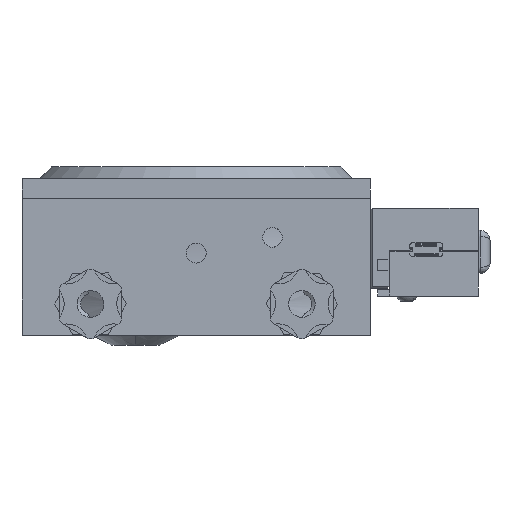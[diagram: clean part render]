
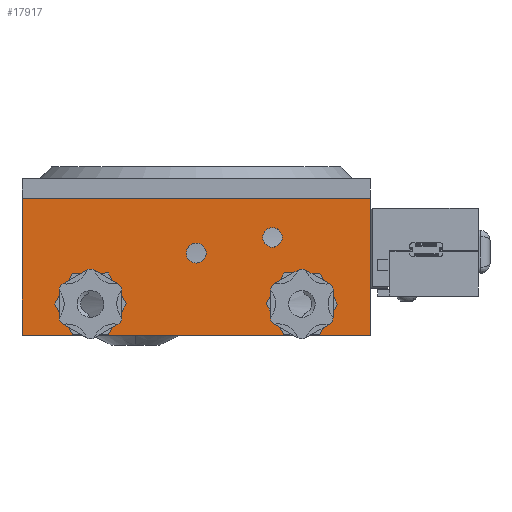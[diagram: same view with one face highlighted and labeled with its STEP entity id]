
A CAD part, front view. The second image highlights one B-rep face of the part: STEP entity #17917.
In plain terms, the highlighted planar face has unit normal (0, -1, 0).
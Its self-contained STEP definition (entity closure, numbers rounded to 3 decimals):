
#464 = VERTEX_POINT ( 'NONE', #5114 ) ;
#968 = ORIENTED_EDGE ( 'NONE', *, *, #10155, .F. ) ;
#3248 = VECTOR ( 'NONE', #54666, 1000. ) ;
#5114 = CARTESIAN_POINT ( 'NONE',  ( -21.724, -0.846, 118.197 ) ) ;
#6118 = CARTESIAN_POINT ( 'NONE',  ( -66.224, -0.846, 134.75 ) ) ;
#6129 = DIRECTION ( 'NONE',  ( 0., -1., 0. ) ) ;
#6970 = VERTEX_POINT ( 'NONE', #6118 ) ;
#7020 = DIRECTION ( 'NONE',  ( 0., 0., -1. ) ) ;
#9061 = PLANE ( 'NONE',  #30207 ) ;
#9256 = LINE ( 'NONE', #22437, #3248 ) ;
#10085 = FACE_BOUND ( 'NONE', #79113, .T. ) ;
#10155 = EDGE_CURVE ( 'NONE', #74475, #464, #82019, .T. ) ;
#10279 = DIRECTION ( 'NONE',  ( 0., -1., 0. ) ) ;
#12272 = DIRECTION ( 'NONE',  ( 0., 0., 1. ) ) ;
#12362 = CARTESIAN_POINT ( 'NONE',  ( -2.224, -0.846, 124.75 ) ) ;
#12465 = VERTEX_POINT ( 'NONE', #48324 ) ;
#12664 = VECTOR ( 'NONE', #12272, 1000. ) ;
#12972 = AXIS2_PLACEMENT_3D ( 'NONE', #38373, #18892, #51293 ) ;
#13597 = DIRECTION ( 'NONE',  ( 0., -1., 0. ) ) ;
#14337 = CIRCLE ( 'NONE', #63777, 2.553 ) ;
#15032 = FACE_BOUND ( 'NONE', #53139, .T. ) ;
#15504 = CIRCLE ( 'NONE', #33227, 2.5 ) ;
#15839 = VERTEX_POINT ( 'NONE', #21644 ) ;
#16057 = DIRECTION ( 'NONE',  ( 0., 0., -1. ) ) ;
#16652 = CIRCLE ( 'NONE', #47326, 4.745 ) ;
#17917 = ADVANCED_FACE ( 'NONE', ( #32091, #10085, #15032, #47061, #76495 ), #9061, .T. ) ;
#18469 = CARTESIAN_POINT ( 'NONE',  ( -66.224, -0.846, 112.75 ) ) ;
#18714 = CARTESIAN_POINT ( 'NONE',  ( 22.776, -0.846, 99.75 ) ) ;
#18718 = VECTOR ( 'NONE', #63548, 1000. ) ;
#18784 = CARTESIAN_POINT ( 'NONE',  ( -2.224, -0.846, 124.75 ) ) ;
#18892 = DIRECTION ( 'NONE',  ( 0., -1., 0. ) ) ;
#20453 = AXIS2_PLACEMENT_3D ( 'NONE', #12362, #76401, #37784 ) ;
#20892 = VERTEX_POINT ( 'NONE', #58869 ) ;
#21644 = CARTESIAN_POINT ( 'NONE',  ( 22.776, -0.846, 134.75 ) ) ;
#21711 = VERTEX_POINT ( 'NONE', #72464 ) ;
#22437 = CARTESIAN_POINT ( 'NONE',  ( -66.224, -0.846, 134.75 ) ) ;
#23213 = CIRCLE ( 'NONE', #64225, 4.745 ) ;
#24641 = VERTEX_POINT ( 'NONE', #54188 ) ;
#24888 = EDGE_CURVE ( 'NONE', #79721, #21711, #54661, .T. ) ;
#26620 = VECTOR ( 'NONE', #56254, 1000. ) ;
#26787 = CARTESIAN_POINT ( 'NONE',  ( -21.724, -0.846, 123.303 ) ) ;
#27423 = CIRCLE ( 'NONE', #20453, 2.5 ) ;
#27968 = CARTESIAN_POINT ( 'NONE',  ( -21.724, -0.846, 120.75 ) ) ;
#28204 = CARTESIAN_POINT ( 'NONE',  ( -2.224, -0.846, 122.25 ) ) ;
#30207 = AXIS2_PLACEMENT_3D ( 'NONE', #55269, #61186, #16057 ) ;
#30992 = VERTEX_POINT ( 'NONE', #70067 ) ;
#31963 = CARTESIAN_POINT ( 'NONE',  ( -48.724, -0.846, 103.005 ) ) ;
#32091 = FACE_BOUND ( 'NONE', #53889, .T. ) ;
#33227 = AXIS2_PLACEMENT_3D ( 'NONE', #18784, #58241, #7020 ) ;
#33763 = EDGE_CURVE ( 'NONE', #30992, #6970, #73895, .T. ) ;
#34082 = EDGE_LOOP ( 'NONE', ( #39844, #968 ) ) ;
#35472 = ORIENTED_EDGE ( 'NONE', *, *, #47373, .F. ) ;
#35686 = CARTESIAN_POINT ( 'NONE',  ( 5.276, -0.846, 107.75 ) ) ;
#37784 = DIRECTION ( 'NONE',  ( 0., 0., -1. ) ) ;
#38373 = CARTESIAN_POINT ( 'NONE',  ( -48.724, -0.846, 107.75 ) ) ;
#38873 = CARTESIAN_POINT ( 'NONE',  ( 5.276, -0.846, 112.495 ) ) ;
#38959 = DIRECTION ( 'NONE',  ( 0., 0., -1. ) ) ;
#39355 = EDGE_CURVE ( 'NONE', #68374, #24641, #27423, .T. ) ;
#39412 = VERTEX_POINT ( 'NONE', #38873 ) ;
#39844 = ORIENTED_EDGE ( 'NONE', *, *, #53938, .F. ) ;
#39946 = ORIENTED_EDGE ( 'NONE', *, *, #67136, .F. ) ;
#40426 = ORIENTED_EDGE ( 'NONE', *, *, #24888, .F. ) ;
#43310 = ORIENTED_EDGE ( 'NONE', *, *, #71892, .F. ) ;
#43606 = LINE ( 'NONE', #75434, #26620 ) ;
#43860 = DIRECTION ( 'NONE',  ( 0., 0., -1. ) ) ;
#45713 = DIRECTION ( 'NONE',  ( 0., -1., 0. ) ) ;
#47061 = FACE_BOUND ( 'NONE', #34082, .T. ) ;
#47326 = AXIS2_PLACEMENT_3D ( 'NONE', #35686, #10279, #61545 ) ;
#47373 = EDGE_CURVE ( 'NONE', #20892, #30992, #49645, .T. ) ;
#47423 = ORIENTED_EDGE ( 'NONE', *, *, #75343, .F. ) ;
#48324 = CARTESIAN_POINT ( 'NONE',  ( 5.276, -0.846, 103.005 ) ) ;
#49645 = LINE ( 'NONE', #18714, #18718 ) ;
#50397 = EDGE_LOOP ( 'NONE', ( #47423, #62297, #35472, #54059 ) ) ;
#51293 = DIRECTION ( 'NONE',  ( 0., 0., -1. ) ) ;
#52207 = DIRECTION ( 'NONE',  ( 0., 0., -1. ) ) ;
#53139 = EDGE_LOOP ( 'NONE', ( #78187, #59976 ) ) ;
#53889 = EDGE_LOOP ( 'NONE', ( #73351, #39946 ) ) ;
#53938 = EDGE_CURVE ( 'NONE', #464, #74475, #14337, .T. ) ;
#54059 = ORIENTED_EDGE ( 'NONE', *, *, #74198, .T. ) ;
#54188 = CARTESIAN_POINT ( 'NONE',  ( -2.224, -0.846, 127.25 ) ) ;
#54661 = CIRCLE ( 'NONE', #12972, 4.745 ) ;
#54666 = DIRECTION ( 'NONE',  ( 1., 0., 0. ) ) ;
#55269 = CARTESIAN_POINT ( 'NONE',  ( -66.224, -0.846, 112.75 ) ) ;
#56254 = DIRECTION ( 'NONE',  ( 0., 0., 1. ) ) ;
#56549 = CARTESIAN_POINT ( 'NONE',  ( 5.276, -0.846, 107.75 ) ) ;
#58241 = DIRECTION ( 'NONE',  ( 0., -1., 0. ) ) ;
#58869 = CARTESIAN_POINT ( 'NONE',  ( 22.776, -0.846, 99.75 ) ) ;
#59976 = ORIENTED_EDGE ( 'NONE', *, *, #61351, .F. ) ;
#61186 = DIRECTION ( 'NONE',  ( 0., -1., 0. ) ) ;
#61351 = EDGE_CURVE ( 'NONE', #24641, #68374, #15504, .T. ) ;
#61545 = DIRECTION ( 'NONE',  ( 0., 0., -1. ) ) ;
#62297 = ORIENTED_EDGE ( 'NONE', *, *, #33763, .F. ) ;
#63548 = DIRECTION ( 'NONE',  ( -1., 0., 0. ) ) ;
#63777 = AXIS2_PLACEMENT_3D ( 'NONE', #27968, #72923, #79334 ) ;
#64225 = AXIS2_PLACEMENT_3D ( 'NONE', #71929, #45713, #38959 ) ;
#64293 = EDGE_CURVE ( 'NONE', #12465, #39412, #16652, .T. ) ;
#65705 = CARTESIAN_POINT ( 'NONE',  ( -21.724, -0.846, 120.75 ) ) ;
#67136 = EDGE_CURVE ( 'NONE', #39412, #12465, #70844, .T. ) ;
#68374 = VERTEX_POINT ( 'NONE', #28204 ) ;
#68694 = AXIS2_PLACEMENT_3D ( 'NONE', #65705, #13597, #52207 ) ;
#70067 = CARTESIAN_POINT ( 'NONE',  ( -66.224, -0.846, 99.75 ) ) ;
#70844 = CIRCLE ( 'NONE', #75300, 4.745 ) ;
#71892 = EDGE_CURVE ( 'NONE', #21711, #79721, #23213, .T. ) ;
#71929 = CARTESIAN_POINT ( 'NONE',  ( -48.724, -0.846, 107.75 ) ) ;
#72464 = CARTESIAN_POINT ( 'NONE',  ( -48.724, -0.846, 112.495 ) ) ;
#72923 = DIRECTION ( 'NONE',  ( 0., -1., 0. ) ) ;
#73351 = ORIENTED_EDGE ( 'NONE', *, *, #64293, .F. ) ;
#73895 = LINE ( 'NONE', #18469, #12664 ) ;
#74198 = EDGE_CURVE ( 'NONE', #20892, #15839, #43606, .T. ) ;
#74475 = VERTEX_POINT ( 'NONE', #26787 ) ;
#75300 = AXIS2_PLACEMENT_3D ( 'NONE', #56549, #6129, #43860 ) ;
#75343 = EDGE_CURVE ( 'NONE', #6970, #15839, #9256, .T. ) ;
#75434 = CARTESIAN_POINT ( 'NONE',  ( 22.776, -0.846, 112.75 ) ) ;
#76401 = DIRECTION ( 'NONE',  ( 0., -1., 0. ) ) ;
#76495 = FACE_OUTER_BOUND ( 'NONE', #50397, .T. ) ;
#78187 = ORIENTED_EDGE ( 'NONE', *, *, #39355, .F. ) ;
#79113 = EDGE_LOOP ( 'NONE', ( #40426, #43310 ) ) ;
#79334 = DIRECTION ( 'NONE',  ( 0., 0., -1. ) ) ;
#79721 = VERTEX_POINT ( 'NONE', #31963 ) ;
#82019 = CIRCLE ( 'NONE', #68694, 2.553 ) ;
